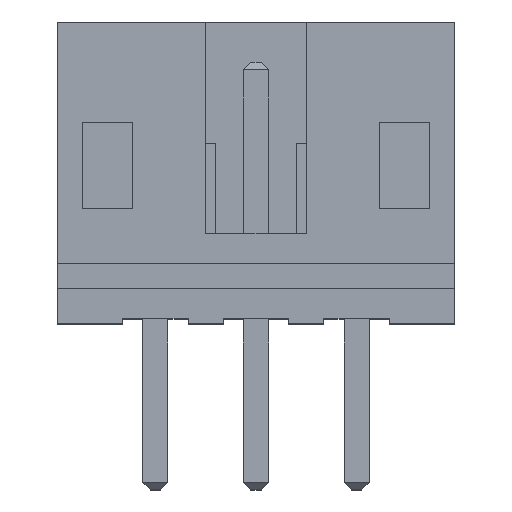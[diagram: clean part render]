
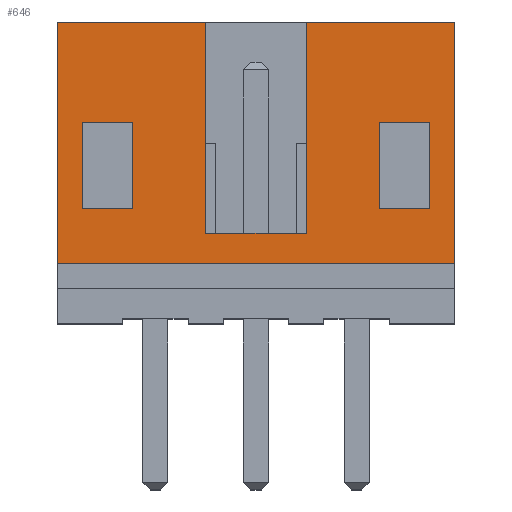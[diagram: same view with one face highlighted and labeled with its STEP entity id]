
A CAD part, top view. The second image highlights one B-rep face of the part: STEP entity #646.
In plain terms, the highlighted planar face has unit normal (0, 0, 1).
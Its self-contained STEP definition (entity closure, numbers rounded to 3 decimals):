
#37 = DIRECTION ( 'NONE',  ( 1., 0., 0. ) ) ;
#56 = VERTEX_POINT ( 'NONE', #3040 ) ;
#114 = VECTOR ( 'NONE', #1557, 1000. ) ;
#120 = ORIENTED_EDGE ( 'NONE', *, *, #3922, .T. ) ;
#131 = EDGE_CURVE ( 'NONE', #1509, #56, #3672, .T. ) ;
#259 = VECTOR ( 'NONE', #898, 1000. ) ;
#271 = CARTESIAN_POINT ( 'NONE',  ( -3.95, 6., 2.25 ) ) ;
#282 = EDGE_CURVE ( 'NONE', #1340, #4188, #648, .T. ) ;
#301 = ORIENTED_EDGE ( 'NONE', *, *, #2458, .T. ) ;
#385 = VECTOR ( 'NONE', #2061, 1000. ) ;
#446 = LINE ( 'NONE', #3698, #385 ) ;
#482 = VERTEX_POINT ( 'NONE', #2699 ) ;
#499 = FACE_OUTER_BOUND ( 'NONE', #2009, .T. ) ;
#534 = VERTEX_POINT ( 'NONE', #3386 ) ;
#636 = CARTESIAN_POINT ( 'NONE',  ( 2.45, 2.3, 2.25 ) ) ;
#646 = ADVANCED_FACE ( 'NONE', ( #3737, #3401, #499 ), #809, .F. ) ;
#648 = LINE ( 'NONE', #271, #843 ) ;
#684 = ORIENTED_EDGE ( 'NONE', *, *, #2189, .T. ) ;
#712 = CARTESIAN_POINT ( 'NONE',  ( -1., 6., 2.25 ) ) ;
#719 = ORIENTED_EDGE ( 'NONE', *, *, #3527, .T. ) ;
#723 = CARTESIAN_POINT ( 'NONE',  ( 3.95, 6., 2.25 ) ) ;
#735 = LINE ( 'NONE', #4017, #2227 ) ;
#740 = VERTEX_POINT ( 'NONE', #636 ) ;
#809 = PLANE ( 'NONE',  #2138 ) ;
#843 = VECTOR ( 'NONE', #2905, 1000. ) ;
#844 = EDGE_CURVE ( 'NONE', #3858, #3127, #446, .T. ) ;
#896 = VERTEX_POINT ( 'NONE', #1262 ) ;
#898 = DIRECTION ( 'NONE',  ( -1., 0., 0. ) ) ;
#958 = VERTEX_POINT ( 'NONE', #1197 ) ;
#960 = CARTESIAN_POINT ( 'NONE',  ( 3.45, 2.3, 2.25 ) ) ;
#1005 = ORIENTED_EDGE ( 'NONE', *, *, #131, .T. ) ;
#1135 = CARTESIAN_POINT ( 'NONE',  ( 3.45, 4., 2.25 ) ) ;
#1138 = VECTOR ( 'NONE', #1747, 1000. ) ;
#1197 = CARTESIAN_POINT ( 'NONE',  ( 1., 1.8, 2.25 ) ) ;
#1213 = DIRECTION ( 'NONE',  ( 0., -1., 0. ) ) ;
#1262 = CARTESIAN_POINT ( 'NONE',  ( -2.45, 4., 2.25 ) ) ;
#1289 = CARTESIAN_POINT ( 'NONE',  ( 3.95, 6., 2.25 ) ) ;
#1340 = VERTEX_POINT ( 'NONE', #3042 ) ;
#1363 = CARTESIAN_POINT ( 'NONE',  ( -3.95, 1.2, 2.25 ) ) ;
#1365 = EDGE_CURVE ( 'NONE', #1340, #56, #3543, .T. ) ;
#1402 = CARTESIAN_POINT ( 'NONE',  ( 2.45, 4., 2.25 ) ) ;
#1412 = VECTOR ( 'NONE', #1677, 1000. ) ;
#1500 = EDGE_LOOP ( 'NONE', ( #3754, #2492, #120, #3318 ) ) ;
#1509 = VERTEX_POINT ( 'NONE', #2906 ) ;
#1519 = CARTESIAN_POINT ( 'NONE',  ( 1., 1.8, 2.25 ) ) ;
#1557 = DIRECTION ( 'NONE',  ( 0., -1., 0. ) ) ;
#1566 = LINE ( 'NONE', #2848, #2351 ) ;
#1677 = DIRECTION ( 'NONE',  ( 0., -1., 0. ) ) ;
#1681 = LINE ( 'NONE', #3980, #3167 ) ;
#1733 = VECTOR ( 'NONE', #3924, 1000. ) ;
#1741 = VECTOR ( 'NONE', #1213, 1000. ) ;
#1747 = DIRECTION ( 'NONE',  ( 0., 1., 0. ) ) ;
#1820 = VECTOR ( 'NONE', #3129, 1000. ) ;
#1844 = EDGE_CURVE ( 'NONE', #3054, #2219, #1978, .T. ) ;
#1854 = LINE ( 'NONE', #2879, #114 ) ;
#1886 = LINE ( 'NONE', #3760, #1820 ) ;
#1936 = VECTOR ( 'NONE', #2339, 1000. ) ;
#1978 = LINE ( 'NONE', #1289, #1733 ) ;
#2009 = EDGE_LOOP ( 'NONE', ( #2432, #2851, #719, #1005, #3043, #2619, #684, #3458 ) ) ;
#2018 = CARTESIAN_POINT ( 'NONE',  ( 3.95, 1.2, 2.25 ) ) ;
#2024 = CARTESIAN_POINT ( 'NONE',  ( 3.45, 2.3, 2.25 ) ) ;
#2061 = DIRECTION ( 'NONE',  ( 0., 1., 0. ) ) ;
#2138 = AXIS2_PLACEMENT_3D ( 'NONE', #2445, #3755, #2791 ) ;
#2189 = EDGE_CURVE ( 'NONE', #4188, #2219, #1681, .T. ) ;
#2219 = VERTEX_POINT ( 'NONE', #2018 ) ;
#2227 = VECTOR ( 'NONE', #37, 1000. ) ;
#2339 = DIRECTION ( 'NONE',  ( 0., 1., 0. ) ) ;
#2351 = VECTOR ( 'NONE', #4165, 1000. ) ;
#2353 = VERTEX_POINT ( 'NONE', #960 ) ;
#2388 = LINE ( 'NONE', #1402, #1138 ) ;
#2394 = EDGE_CURVE ( 'NONE', #482, #3858, #3529, .T. ) ;
#2431 = EDGE_CURVE ( 'NONE', #534, #958, #3016, .T. ) ;
#2432 = ORIENTED_EDGE ( 'NONE', *, *, #3652, .F. ) ;
#2445 = CARTESIAN_POINT ( 'NONE',  ( -3.95, 6., 2.25 ) ) ;
#2458 = EDGE_CURVE ( 'NONE', #3545, #3592, #735, .T. ) ;
#2492 = ORIENTED_EDGE ( 'NONE', *, *, #3531, .T. ) ;
#2515 = DIRECTION ( 'NONE',  ( 1., 0., 0. ) ) ;
#2527 = LINE ( 'NONE', #1135, #1741 ) ;
#2534 = VECTOR ( 'NONE', #2515, 1000. ) ;
#2619 = ORIENTED_EDGE ( 'NONE', *, *, #282, .T. ) ;
#2671 = DIRECTION ( 'NONE',  ( -1., 0., 0. ) ) ;
#2699 = CARTESIAN_POINT ( 'NONE',  ( -2.45, 2.3, 2.25 ) ) ;
#2791 = DIRECTION ( 'NONE',  ( -1., 0., 0. ) ) ;
#2834 = ORIENTED_EDGE ( 'NONE', *, *, #3948, .T. ) ;
#2848 = CARTESIAN_POINT ( 'NONE',  ( -3.95, 6., 2.25 ) ) ;
#2851 = ORIENTED_EDGE ( 'NONE', *, *, #2431, .T. ) ;
#2879 = CARTESIAN_POINT ( 'NONE',  ( -2.45, 4., 2.25 ) ) ;
#2882 = EDGE_CURVE ( 'NONE', #740, #3545, #2388, .T. ) ;
#2905 = DIRECTION ( 'NONE',  ( 0., -1., 0. ) ) ;
#2906 = CARTESIAN_POINT ( 'NONE',  ( -1., 1.8, 2.25 ) ) ;
#3001 = LINE ( 'NONE', #2024, #3523 ) ;
#3016 = LINE ( 'NONE', #3973, #1412 ) ;
#3040 = CARTESIAN_POINT ( 'NONE',  ( -1., 6., 2.25 ) ) ;
#3042 = CARTESIAN_POINT ( 'NONE',  ( -3.95, 6., 2.25 ) ) ;
#3043 = ORIENTED_EDGE ( 'NONE', *, *, #1365, .F. ) ;
#3054 = VERTEX_POINT ( 'NONE', #723 ) ;
#3100 = EDGE_CURVE ( 'NONE', #2353, #740, #3001, .T. ) ;
#3124 = CARTESIAN_POINT ( 'NONE',  ( -3.95, 6., 2.25 ) ) ;
#3127 = VERTEX_POINT ( 'NONE', #4132 ) ;
#3129 = DIRECTION ( 'NONE',  ( 1., 0., 0. ) ) ;
#3137 = CARTESIAN_POINT ( 'NONE',  ( -3.45, 2.3, 2.25 ) ) ;
#3167 = VECTOR ( 'NONE', #3656, 1000. ) ;
#3258 = ORIENTED_EDGE ( 'NONE', *, *, #2882, .T. ) ;
#3315 = VECTOR ( 'NONE', #3856, 1000. ) ;
#3318 = ORIENTED_EDGE ( 'NONE', *, *, #2394, .T. ) ;
#3386 = CARTESIAN_POINT ( 'NONE',  ( 1., 6., 2.25 ) ) ;
#3401 = FACE_BOUND ( 'NONE', #1500, .T. ) ;
#3458 = ORIENTED_EDGE ( 'NONE', *, *, #1844, .F. ) ;
#3503 = CARTESIAN_POINT ( 'NONE',  ( 2.45, 4., 2.25 ) ) ;
#3523 = VECTOR ( 'NONE', #2671, 1000. ) ;
#3527 = EDGE_CURVE ( 'NONE', #958, #1509, #4082, .T. ) ;
#3529 = LINE ( 'NONE', #3912, #3315 ) ;
#3531 = EDGE_CURVE ( 'NONE', #3127, #896, #1886, .T. ) ;
#3543 = LINE ( 'NONE', #3124, #2534 ) ;
#3545 = VERTEX_POINT ( 'NONE', #3503 ) ;
#3592 = VERTEX_POINT ( 'NONE', #4126 ) ;
#3652 = EDGE_CURVE ( 'NONE', #534, #3054, #1566, .T. ) ;
#3656 = DIRECTION ( 'NONE',  ( 1., 0., 0. ) ) ;
#3672 = LINE ( 'NONE', #712, #1936 ) ;
#3698 = CARTESIAN_POINT ( 'NONE',  ( -3.45, 4., 2.25 ) ) ;
#3718 = EDGE_LOOP ( 'NONE', ( #301, #2834, #4085, #3258 ) ) ;
#3737 = FACE_BOUND ( 'NONE', #3718, .T. ) ;
#3754 = ORIENTED_EDGE ( 'NONE', *, *, #844, .T. ) ;
#3755 = DIRECTION ( 'NONE',  ( 0., 0., -1. ) ) ;
#3760 = CARTESIAN_POINT ( 'NONE',  ( -3.45, 4., 2.25 ) ) ;
#3856 = DIRECTION ( 'NONE',  ( -1., 0., 0. ) ) ;
#3858 = VERTEX_POINT ( 'NONE', #3137 ) ;
#3912 = CARTESIAN_POINT ( 'NONE',  ( -3.45, 2.3, 2.25 ) ) ;
#3922 = EDGE_CURVE ( 'NONE', #896, #482, #1854, .T. ) ;
#3924 = DIRECTION ( 'NONE',  ( 0., -1., 0. ) ) ;
#3948 = EDGE_CURVE ( 'NONE', #3592, #2353, #2527, .T. ) ;
#3973 = CARTESIAN_POINT ( 'NONE',  ( 1., 6., 2.25 ) ) ;
#3980 = CARTESIAN_POINT ( 'NONE',  ( -3.95, 1.2, 2.25 ) ) ;
#4017 = CARTESIAN_POINT ( 'NONE',  ( 3.45, 4., 2.25 ) ) ;
#4082 = LINE ( 'NONE', #1519, #259 ) ;
#4085 = ORIENTED_EDGE ( 'NONE', *, *, #3100, .T. ) ;
#4126 = CARTESIAN_POINT ( 'NONE',  ( 3.45, 4., 2.25 ) ) ;
#4132 = CARTESIAN_POINT ( 'NONE',  ( -3.45, 4., 2.25 ) ) ;
#4165 = DIRECTION ( 'NONE',  ( 1., 0., 0. ) ) ;
#4188 = VERTEX_POINT ( 'NONE', #1363 ) ;
